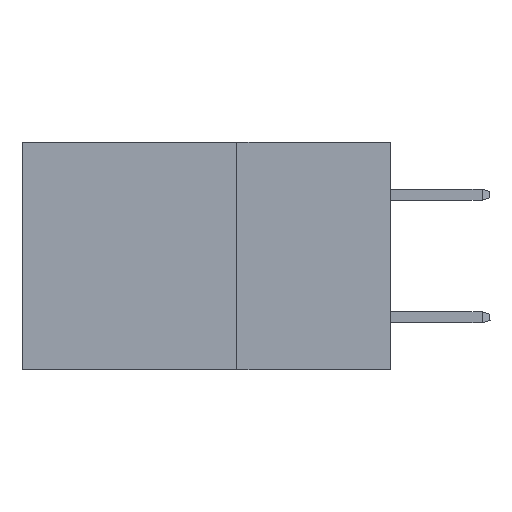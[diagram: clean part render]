
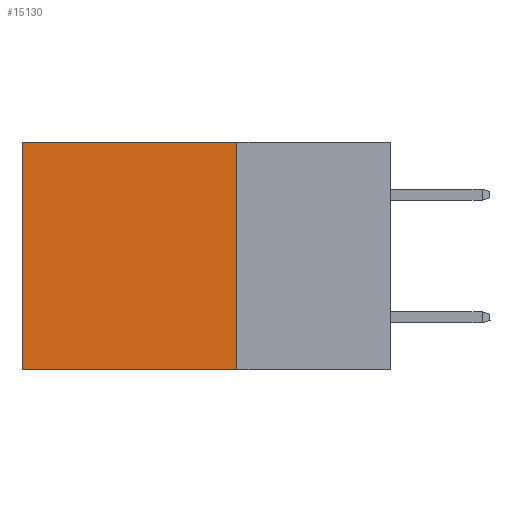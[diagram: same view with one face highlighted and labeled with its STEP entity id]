
A CAD part, left-side view. The second image highlights one B-rep face of the part: STEP entity #15130.
In plain terms, the highlighted planar face has unit normal (-1, 0, 0).
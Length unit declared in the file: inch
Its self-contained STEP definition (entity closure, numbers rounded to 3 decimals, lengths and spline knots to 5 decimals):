
#12 = CARTESIAN_POINT ( 'NONE',  ( 0.2875, 0.25, 0. ) ) ;
#684 = CARTESIAN_POINT ( 'NONE',  ( 0.2875, 0.6, 0. ) ) ;
#1782 = CARTESIAN_POINT ( 'NONE',  ( 0.2875, 0.25, 0. ) ) ;
#3012 = VECTOR ( 'NONE', #5292, 39.37008 ) ;
#3177 = VERTEX_POINT ( 'NONE', #1782 ) ;
#3293 = PLANE ( 'NONE',  #10517 ) ;
#3477 = EDGE_CURVE ( 'NONE', #3177, #9293, #6986, .T. ) ;
#3510 = EDGE_CURVE ( 'NONE', #3177, #7879, #17509, .T. ) ;
#5292 = DIRECTION ( 'NONE',  ( 0., 1., 0. ) ) ;
#5307 = EDGE_CURVE ( 'NONE', #7879, #5696, #6720, .T. ) ;
#5696 = VERTEX_POINT ( 'NONE', #11767 ) ;
#6091 = DIRECTION ( 'NONE',  ( 0., 0., -1. ) ) ;
#6544 = VECTOR ( 'NONE', #12863, 39.37008 ) ;
#6720 = LINE ( 'NONE', #14884, #3012 ) ;
#6986 = LINE ( 'NONE', #17709, #10765 ) ;
#7409 = FACE_OUTER_BOUND ( 'NONE', #12391, .T. ) ;
#7775 = DIRECTION ( 'NONE',  ( 0., 0., -1. ) ) ;
#7879 = VERTEX_POINT ( 'NONE', #10684 ) ;
#8022 = ORIENTED_EDGE ( 'NONE', *, *, #17258, .T. ) ;
#9293 = VERTEX_POINT ( 'NONE', #13666 ) ;
#10517 = AXIS2_PLACEMENT_3D ( 'NONE', #13041, #14397, #6091 ) ;
#10684 = CARTESIAN_POINT ( 'NONE',  ( 0.2875, 0.25, -0.37 ) ) ;
#10713 = ORIENTED_EDGE ( 'NONE', *, *, #3510, .F. ) ;
#10765 = VECTOR ( 'NONE', #14055, 39.37008 ) ;
#11767 = CARTESIAN_POINT ( 'NONE',  ( 0.2875, 0.6, -0.37 ) ) ;
#12391 = EDGE_LOOP ( 'NONE', ( #8022, #14821, #10713, #15638 ) ) ;
#12863 = DIRECTION ( 'NONE',  ( 0., 0., -1. ) ) ;
#13041 = CARTESIAN_POINT ( 'NONE',  ( 0.2875, 0.25, 0. ) ) ;
#13666 = CARTESIAN_POINT ( 'NONE',  ( 0.2875, 0.6, 0. ) ) ;
#14055 = DIRECTION ( 'NONE',  ( 0., 1., 0. ) ) ;
#14397 = DIRECTION ( 'NONE',  ( 1., 0., 0. ) ) ;
#14821 = ORIENTED_EDGE ( 'NONE', *, *, #5307, .F. ) ;
#14884 = CARTESIAN_POINT ( 'NONE',  ( 0.2875, 0.25, -0.37 ) ) ;
#14960 = VECTOR ( 'NONE', #7775, 39.37008 ) ;
#15130 = ADVANCED_FACE ( 'NONE', ( #7409 ), #3293, .F. ) ;
#15353 = LINE ( 'NONE', #684, #14960 ) ;
#15638 = ORIENTED_EDGE ( 'NONE', *, *, #3477, .T. ) ;
#17258 = EDGE_CURVE ( 'NONE', #9293, #5696, #15353, .T. ) ;
#17509 = LINE ( 'NONE', #12, #6544 ) ;
#17709 = CARTESIAN_POINT ( 'NONE',  ( 0.2875, 0.25, 0. ) ) ;
